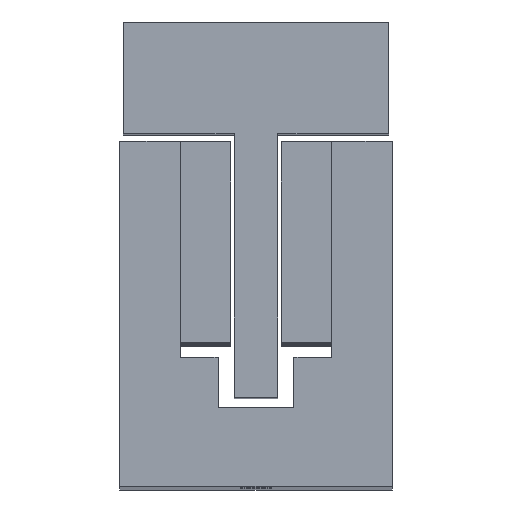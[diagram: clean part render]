
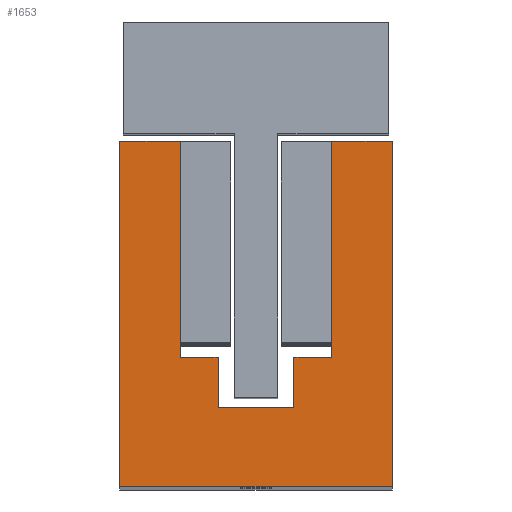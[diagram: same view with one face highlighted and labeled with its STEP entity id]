
A CAD part, top view. The second image highlights one B-rep face of the part: STEP entity #1653.
In plain terms, the highlighted planar face has unit normal (0, 0, 1).
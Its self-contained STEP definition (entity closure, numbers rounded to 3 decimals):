
#113 = CARTESIAN_POINT ( 'NONE',  ( -10.55, 18., 0. ) ) ;
#153 = EDGE_CURVE ( 'NONE', #521, #10485, #5373, .T. ) ;
#259 = DIRECTION ( 'NONE',  ( 0., -1., 0. ) ) ;
#460 = DIRECTION ( 'NONE',  ( 0., 1., 0. ) ) ;
#521 = VERTEX_POINT ( 'NONE', #4856 ) ;
#555 = VERTEX_POINT ( 'NONE', #6584 ) ;
#853 = CARTESIAN_POINT ( 'NONE',  ( -5.3, 11., 0. ) ) ;
#915 = DIRECTION ( 'NONE',  ( 0., -1., 0. ) ) ;
#1132 = EDGE_CURVE ( 'NONE', #3669, #3089, #8536, .T. ) ;
#1229 = LINE ( 'NONE', #5911, #4998 ) ;
#1263 = CARTESIAN_POINT ( 'NONE',  ( -10.55, 48.2, 0. ) ) ;
#1405 = LINE ( 'NONE', #2248, #7115 ) ;
#1464 = FACE_OUTER_BOUND ( 'NONE', #1761, .T. ) ;
#1510 = CARTESIAN_POINT ( 'NONE',  ( 0., 0., 0. ) ) ;
#1525 = EDGE_CURVE ( 'NONE', #2970, #3669, #10058, .T. ) ;
#1653 = ADVANCED_FACE ( 'NONE', ( #1464 ), #8774, .F. ) ;
#1683 = CARTESIAN_POINT ( 'NONE',  ( 10.55, 48.2, 0. ) ) ;
#1721 = VECTOR ( 'NONE', #460, 1000. ) ;
#1761 = EDGE_LOOP ( 'NONE', ( #3146, #3290, #2931, #9920, #7454, #6839, #4222, #4643, #6539, #5561, #6718, #9179 ) ) ;
#1847 = CARTESIAN_POINT ( 'NONE',  ( 19.05, 48.2, 0. ) ) ;
#2248 = CARTESIAN_POINT ( 'NONE',  ( 19.05, 48.2, 0. ) ) ;
#2333 = LINE ( 'NONE', #7215, #4061 ) ;
#2334 = CARTESIAN_POINT ( 'NONE',  ( -19.05, 48.2, 0. ) ) ;
#2452 = VECTOR ( 'NONE', #8827, 1000. ) ;
#2790 = VECTOR ( 'NONE', #4900, 1000. ) ;
#2930 = EDGE_CURVE ( 'NONE', #4466, #4102, #3237, .T. ) ;
#2931 = ORIENTED_EDGE ( 'NONE', *, *, #9736, .T. ) ;
#2970 = VERTEX_POINT ( 'NONE', #8113 ) ;
#3089 = VERTEX_POINT ( 'NONE', #7688 ) ;
#3143 = DIRECTION ( 'NONE',  ( -1., 0., 0. ) ) ;
#3146 = ORIENTED_EDGE ( 'NONE', *, *, #6670, .T. ) ;
#3237 = LINE ( 'NONE', #1683, #4388 ) ;
#3249 = CARTESIAN_POINT ( 'NONE',  ( 5.3, 18., 0. ) ) ;
#3290 = ORIENTED_EDGE ( 'NONE', *, *, #153, .T. ) ;
#3418 = CARTESIAN_POINT ( 'NONE',  ( 10.55, 48.2, 0. ) ) ;
#3669 = VERTEX_POINT ( 'NONE', #113 ) ;
#3943 = VECTOR ( 'NONE', #10465, 1000. ) ;
#4061 = VECTOR ( 'NONE', #6488, 1000. ) ;
#4102 = VERTEX_POINT ( 'NONE', #3418 ) ;
#4106 = VERTEX_POINT ( 'NONE', #4165 ) ;
#4165 = CARTESIAN_POINT ( 'NONE',  ( 5.3, 11., 0. ) ) ;
#4222 = ORIENTED_EDGE ( 'NONE', *, *, #7010, .T. ) ;
#4295 = DIRECTION ( 'NONE',  ( -1., 0., 0. ) ) ;
#4388 = VECTOR ( 'NONE', #4295, 1000. ) ;
#4393 = EDGE_CURVE ( 'NONE', #9585, #2970, #2333, .T. ) ;
#4466 = VERTEX_POINT ( 'NONE', #1847 ) ;
#4620 = CARTESIAN_POINT ( 'NONE',  ( 19.05, 0., 0. ) ) ;
#4643 = ORIENTED_EDGE ( 'NONE', *, *, #8192, .T. ) ;
#4709 = DIRECTION ( 'NONE',  ( 0., 0., -1. ) ) ;
#4828 = CARTESIAN_POINT ( 'NONE',  ( 10.55, 18., 0. ) ) ;
#4856 = CARTESIAN_POINT ( 'NONE',  ( -19.05, 0., 0. ) ) ;
#4900 = DIRECTION ( 'NONE',  ( -1., 0., 0. ) ) ;
#4957 = VECTOR ( 'NONE', #3143, 1000. ) ;
#4998 = VECTOR ( 'NONE', #259, 1000. ) ;
#5027 = CARTESIAN_POINT ( 'NONE',  ( 5.3, 18., 0. ) ) ;
#5373 = LINE ( 'NONE', #4620, #7119 ) ;
#5518 = DIRECTION ( 'NONE',  ( 0., 1., 0. ) ) ;
#5561 = ORIENTED_EDGE ( 'NONE', *, *, #1525, .T. ) ;
#5911 = CARTESIAN_POINT ( 'NONE',  ( 10.55, 18., 0. ) ) ;
#6154 = VERTEX_POINT ( 'NONE', #5027 ) ;
#6210 = DIRECTION ( 'NONE',  ( 1., 0., 0. ) ) ;
#6303 = VECTOR ( 'NONE', #915, 1000. ) ;
#6488 = DIRECTION ( 'NONE',  ( 0., 1., 0. ) ) ;
#6536 = LINE ( 'NONE', #2334, #4957 ) ;
#6539 = ORIENTED_EDGE ( 'NONE', *, *, #4393, .T. ) ;
#6584 = CARTESIAN_POINT ( 'NONE',  ( -19.05, 48.2, 0. ) ) ;
#6670 = EDGE_CURVE ( 'NONE', #555, #521, #8090, .T. ) ;
#6718 = ORIENTED_EDGE ( 'NONE', *, *, #1132, .T. ) ;
#6839 = ORIENTED_EDGE ( 'NONE', *, *, #7768, .T. ) ;
#7010 = EDGE_CURVE ( 'NONE', #6154, #4106, #10417, .T. ) ;
#7031 = VECTOR ( 'NONE', #8685, 1000. ) ;
#7035 = EDGE_CURVE ( 'NONE', #3089, #555, #6536, .T. ) ;
#7115 = VECTOR ( 'NONE', #5518, 1000. ) ;
#7119 = VECTOR ( 'NONE', #6210, 1000. ) ;
#7215 = CARTESIAN_POINT ( 'NONE',  ( -5.3, 18., 0. ) ) ;
#7230 = LINE ( 'NONE', #7390, #2452 ) ;
#7390 = CARTESIAN_POINT ( 'NONE',  ( 10.55, 18., 0. ) ) ;
#7454 = ORIENTED_EDGE ( 'NONE', *, *, #8881, .T. ) ;
#7462 = CARTESIAN_POINT ( 'NONE',  ( -5.3, 11., 0. ) ) ;
#7688 = CARTESIAN_POINT ( 'NONE',  ( -10.55, 48.2, 0. ) ) ;
#7768 = EDGE_CURVE ( 'NONE', #9414, #6154, #7230, .T. ) ;
#7780 = CARTESIAN_POINT ( 'NONE',  ( -10.55, 18., 0. ) ) ;
#7991 = DIRECTION ( 'NONE',  ( -1., 0., 0. ) ) ;
#8090 = LINE ( 'NONE', #10476, #6303 ) ;
#8113 = CARTESIAN_POINT ( 'NONE',  ( -5.3, 18., 0. ) ) ;
#8192 = EDGE_CURVE ( 'NONE', #4106, #9585, #8233, .T. ) ;
#8233 = LINE ( 'NONE', #853, #2790 ) ;
#8536 = LINE ( 'NONE', #1263, #1721 ) ;
#8685 = DIRECTION ( 'NONE',  ( -1., 0., 0. ) ) ;
#8774 = PLANE ( 'NONE',  #10427 ) ;
#8827 = DIRECTION ( 'NONE',  ( -1., 0., 0. ) ) ;
#8881 = EDGE_CURVE ( 'NONE', #4102, #9414, #1229, .T. ) ;
#9179 = ORIENTED_EDGE ( 'NONE', *, *, #7035, .T. ) ;
#9396 = CARTESIAN_POINT ( 'NONE',  ( 19.05, 0., 0. ) ) ;
#9414 = VERTEX_POINT ( 'NONE', #4828 ) ;
#9585 = VERTEX_POINT ( 'NONE', #7462 ) ;
#9736 = EDGE_CURVE ( 'NONE', #10485, #4466, #1405, .T. ) ;
#9920 = ORIENTED_EDGE ( 'NONE', *, *, #2930, .T. ) ;
#10058 = LINE ( 'NONE', #7780, #7031 ) ;
#10417 = LINE ( 'NONE', #3249, #3943 ) ;
#10427 = AXIS2_PLACEMENT_3D ( 'NONE', #1510, #4709, #7991 ) ;
#10465 = DIRECTION ( 'NONE',  ( 0., -1., 0. ) ) ;
#10476 = CARTESIAN_POINT ( 'NONE',  ( -19.05, 0., 0. ) ) ;
#10485 = VERTEX_POINT ( 'NONE', #9396 ) ;
